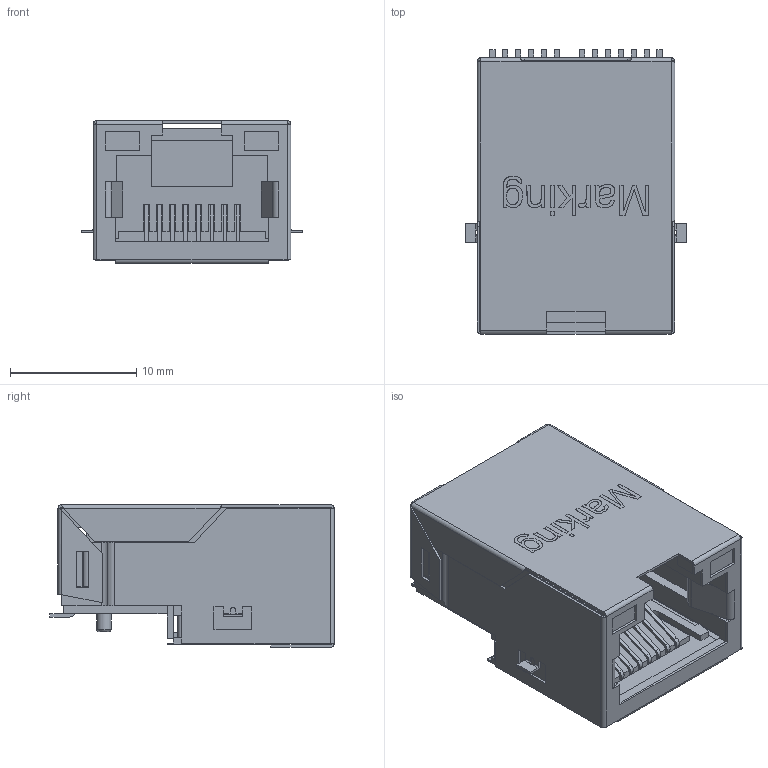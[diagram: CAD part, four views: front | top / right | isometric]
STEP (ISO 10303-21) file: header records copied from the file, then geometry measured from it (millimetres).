
FILE_DESCRIPTION(/* description */ ('Unknown'),/* implementation_level */ '2;1');
FILE_NAME(/* name */ 'T_Wurth_WE-RJ45LAN_7498210220A',/* time_stamp */ '2025-08-21T11:17:48+08:00',/* author */ ('Unknown'),/* organization */ ('Unknown'),/* preprocessor_version */ 'ST-DEVELOPER v19.4',/* originating_system */ 'Solid Edge',/* authorisation */ 'Unknown');
FILE_SCHEMA (('AUTOMOTIVE_DESIGN {1 0 10303 214 3 1 1}'));
Length unit declared in the file: millimetre
Products named in the file (2): T_Wurth_WE-RJ45LAN_7498210220A
Assembly tree (1 placements, depth 2):
  T_Wurth_WE-RJ45LAN_7498210220A
    T_Wurth_WE-RJ45LAN_7498210220A
Bounding box: 17.55 x 22.48 x 11.3 mm (x, y, z)
Volume: 1425.7 mm3; surface area: 5794.7 mm2
Topology: 26 solids, 26 shells, 917 faces, 2570 edges, 1684 vertices
Faces by surface type: plane 701, cylinder 187, bspline 27, torus 2
Full cylindrical faces by diameter (mm): 1.15 x2
Entity records: 32841 total; most frequent: CARTESIAN_POINT 6450, ORIENTED_EDGE 5126, DIRECTION 4561, EDGE_CURVE 2563, LINE 2041, VECTOR 2041, VERTEX_POINT 1682, AXIS2_PLACEMENT_3D 1260
